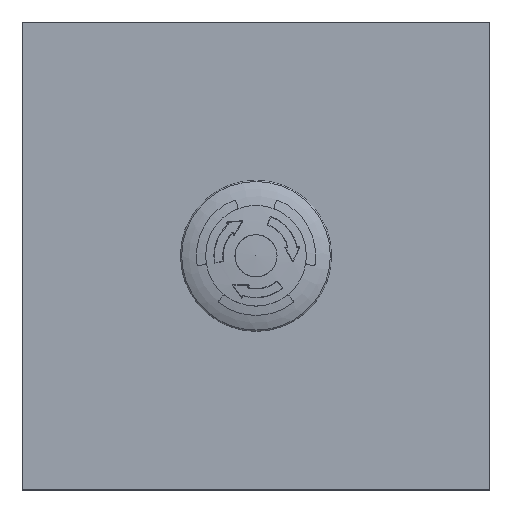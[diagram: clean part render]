
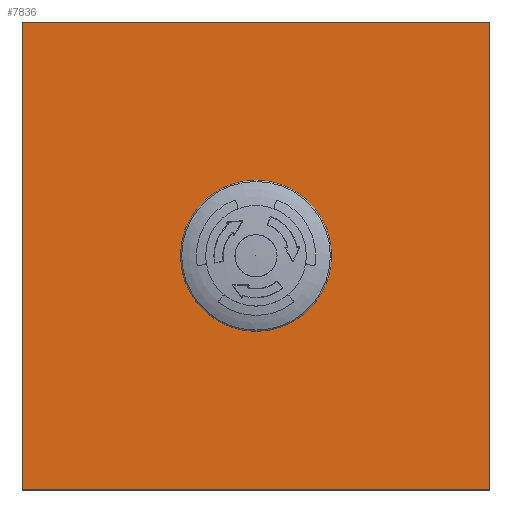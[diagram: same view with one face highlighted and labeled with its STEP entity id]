
A CAD part, top view. The second image highlights one B-rep face of the part: STEP entity #7836.
In plain terms, the highlighted planar face has unit normal (0, 0, 1).
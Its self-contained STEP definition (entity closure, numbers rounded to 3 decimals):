
#518=PLANE('',#8844);
#1212=LINE('',#17073,#1583);
#1216=LINE('',#17081,#1587);
#1219=LINE('',#17087,#1590);
#1221=LINE('',#17095,#1592);
#1583=VECTOR('',#10860,1000.);
#1587=VECTOR('',#10866,1000.);
#1590=VECTOR('',#10871,1000.);
#1592=VECTOR('',#10881,1000.);
#3835=ORIENTED_EDGE('',*,*,#4971,.T.);
#3836=ORIENTED_EDGE('',*,*,#4963,.T.);
#3837=ORIENTED_EDGE('',*,*,#4967,.T.);
#3838=ORIENTED_EDGE('',*,*,#4970,.T.);
#3839=ORIENTED_EDGE('',*,*,#4974,.T.);
#4963=EDGE_CURVE('',#5690,#5689,#1212,.T.);
#4967=EDGE_CURVE('',#5689,#5692,#1216,.T.);
#4970=EDGE_CURVE('',#5692,#5694,#1219,.T.);
#4971=EDGE_CURVE('',#5695,#5695,#6104,.T.);
#4974=EDGE_CURVE('',#5694,#5690,#1221,.T.);
#5689=VERTEX_POINT('',#17072);
#5690=VERTEX_POINT('',#17074);
#5692=VERTEX_POINT('',#17080);
#5694=VERTEX_POINT('',#17086);
#5695=VERTEX_POINT('',#17090);
#6104=CIRCLE('',#8841,11.);
#6674=EDGE_LOOP('',(#3835));
#6675=EDGE_LOOP('',(#3836,#3837,#3838,#3839));
#7248=FACE_BOUND('',#6674,.T.);
#7249=FACE_BOUND('',#6675,.T.);
#7836=ADVANCED_FACE('',(#7248,#7249),#518,.T.);
#8841=AXIS2_PLACEMENT_3D('',#17089,#10874,#10875);
#8844=AXIS2_PLACEMENT_3D('',#17096,#10882,#10883);
#10860=DIRECTION('',(0.,-1.,0.));
#10866=DIRECTION('',(1.,0.,0.));
#10871=DIRECTION('',(0.,1.,0.));
#10874=DIRECTION('',(0.,0.,-1.));
#10875=DIRECTION('',(1.,0.,0.));
#10881=DIRECTION('',(-1.,0.,0.));
#10882=DIRECTION('',(0.,0.,1.));
#10883=DIRECTION('',(1.,0.,0.));
#17072=CARTESIAN_POINT('',(-50.,-50.,-0.001));
#17073=CARTESIAN_POINT('',(-50.,50.,-0.001));
#17074=CARTESIAN_POINT('',(-50.,50.,-0.001));
#17080=CARTESIAN_POINT('',(50.,-50.,-0.001));
#17081=CARTESIAN_POINT('',(-50.,-50.,-0.001));
#17086=CARTESIAN_POINT('',(50.,50.,-0.001));
#17087=CARTESIAN_POINT('',(50.,-50.,-0.001));
#17089=CARTESIAN_POINT('',(0.,0.,-0.001));
#17090=CARTESIAN_POINT('',(11.,0.,-0.001));
#17095=CARTESIAN_POINT('',(50.,50.,-0.001));
#17096=CARTESIAN_POINT('',(0.,0.,-0.001));
